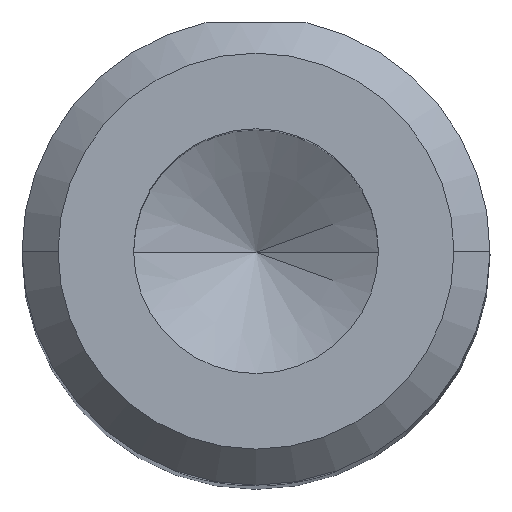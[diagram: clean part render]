
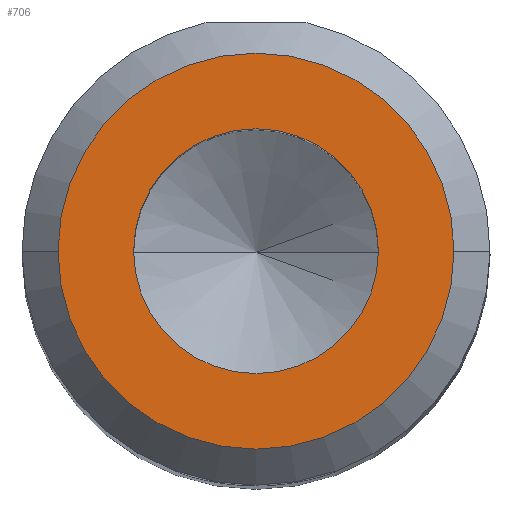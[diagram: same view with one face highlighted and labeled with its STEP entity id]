
A CAD part, top view. The second image highlights one B-rep face of the part: STEP entity #706.
In plain terms, the highlighted planar face has unit normal (0, 0, 1).
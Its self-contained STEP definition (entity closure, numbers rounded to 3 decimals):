
#40 = CARTESIAN_POINT ( 'NONE',  ( 0., 0., 35. ) ) ;
#46 = VERTEX_POINT ( 'NONE', #880 ) ;
#57 = CARTESIAN_POINT ( 'NONE',  ( 0., 0., 35. ) ) ;
#100 = AXIS2_PLACEMENT_3D ( 'NONE', #57, #751, #156 ) ;
#138 = VERTEX_POINT ( 'NONE', #591 ) ;
#140 = DIRECTION ( 'NONE',  ( 1., 0., 0. ) ) ;
#143 = AXIS2_PLACEMENT_3D ( 'NONE', #763, #360, #1057 ) ;
#156 = DIRECTION ( 'NONE',  ( 1., 0., 0. ) ) ;
#206 = CARTESIAN_POINT ( 'NONE',  ( 3.4, 0., 35. ) ) ;
#220 = AXIS2_PLACEMENT_3D ( 'NONE', #1094, #500, #1191 ) ;
#350 = DIRECTION ( 'NONE',  ( 0., 0., 1. ) ) ;
#360 = DIRECTION ( 'NONE',  ( 0., 0., 1. ) ) ;
#375 = VERTEX_POINT ( 'NONE', #206 ) ;
#444 = CIRCLE ( 'NONE', #220, 5.5 ) ;
#452 = AXIS2_PLACEMENT_3D ( 'NONE', #943, #350, #1046 ) ;
#500 = DIRECTION ( 'NONE',  ( 0., 0., 1. ) ) ;
#549 = CIRCLE ( 'NONE', #100, 5.5 ) ;
#581 = ORIENTED_EDGE ( 'NONE', *, *, #776, .T. ) ;
#591 = CARTESIAN_POINT ( 'NONE',  ( -3.4, 0., 35. ) ) ;
#626 = EDGE_LOOP ( 'NONE', ( #1075, #1225 ) ) ;
#635 = VERTEX_POINT ( 'NONE', #1022 ) ;
#670 = ORIENTED_EDGE ( 'NONE', *, *, #1066, .T. ) ;
#706 = ADVANCED_FACE ( 'NONE', ( #1000, #1033 ), #955, .T. ) ;
#732 = DIRECTION ( 'NONE',  ( 0., 0., 1. ) ) ;
#751 = DIRECTION ( 'NONE',  ( 0., 0., 1. ) ) ;
#752 = CIRCLE ( 'NONE', #452, 3.4 ) ;
#763 = CARTESIAN_POINT ( 'NONE',  ( 0., 0., 35. ) ) ;
#776 = EDGE_CURVE ( 'NONE', #46, #635, #444, .T. ) ;
#819 = CIRCLE ( 'NONE', #1259, 3.4 ) ;
#823 = EDGE_LOOP ( 'NONE', ( #670, #581 ) ) ;
#831 = EDGE_CURVE ( 'NONE', #138, #375, #819, .T. ) ;
#880 = CARTESIAN_POINT ( 'NONE',  ( 5.5, 0., 35. ) ) ;
#943 = CARTESIAN_POINT ( 'NONE',  ( 0., 0., 35. ) ) ;
#955 = PLANE ( 'NONE',  #143 ) ;
#1000 = FACE_OUTER_BOUND ( 'NONE', #823, .T. ) ;
#1022 = CARTESIAN_POINT ( 'NONE',  ( -5.5, 0., 35. ) ) ;
#1033 = FACE_BOUND ( 'NONE', #626, .T. ) ;
#1046 = DIRECTION ( 'NONE',  ( 1., 0., 0. ) ) ;
#1057 = DIRECTION ( 'NONE',  ( 1., 0., 0. ) ) ;
#1066 = EDGE_CURVE ( 'NONE', #635, #46, #549, .T. ) ;
#1070 = EDGE_CURVE ( 'NONE', #375, #138, #752, .T. ) ;
#1075 = ORIENTED_EDGE ( 'NONE', *, *, #1070, .F. ) ;
#1094 = CARTESIAN_POINT ( 'NONE',  ( 0., 0., 35. ) ) ;
#1191 = DIRECTION ( 'NONE',  ( 1., 0., 0. ) ) ;
#1225 = ORIENTED_EDGE ( 'NONE', *, *, #831, .F. ) ;
#1259 = AXIS2_PLACEMENT_3D ( 'NONE', #40, #732, #140 ) ;
